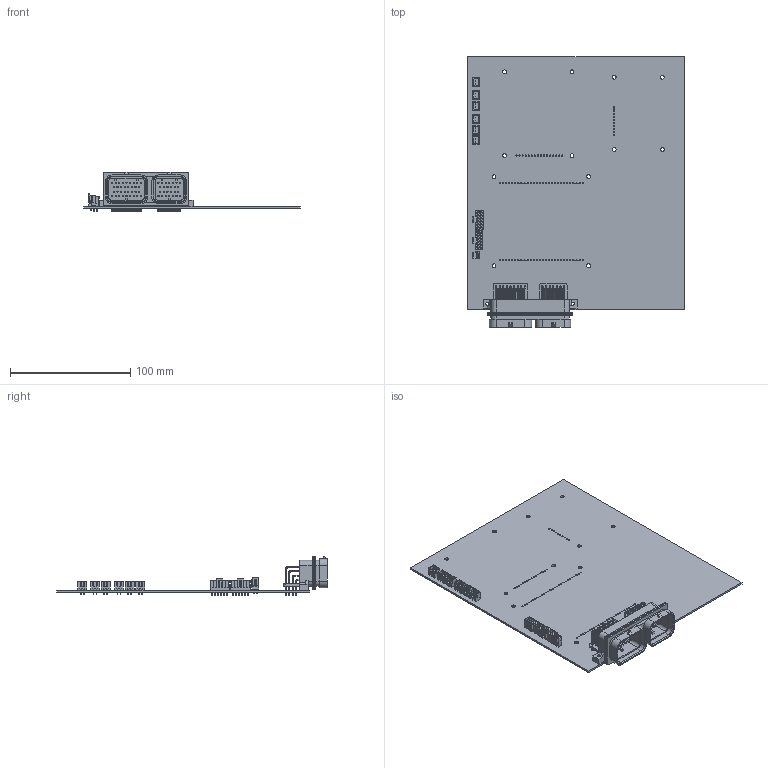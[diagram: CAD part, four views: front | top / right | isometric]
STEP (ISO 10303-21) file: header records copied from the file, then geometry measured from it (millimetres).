
FILE_DESCRIPTION(('KiCad electronic assembly'),'2;1');
FILE_NAME('VCU_placeholder_v2.step','2025-05-17T03:40:42',('Pcbnew'),( 'Kicad'),'Open CASCADE STEP processor 7.8','KiCad to STEP converter' ,'Unknown');
FILE_SCHEMA(('AUTOMOTIVE_DESIGN { 1 0 10303 214 1 1 1 1 }'));
Length unit declared in the file: millimetre
Products named in the file (6): VCU_placeholder_v2 1; JST_XH_B2B-XH-A_1x02_P2.50mm_Vertical; VCU_placeholder_v2 1.2; 2PIN_1053091102; VCU_CONNECTOR_6437288-3; VCU_PCB
Assembly tree (11 placements, depth 2):
  VCU_placeholder_v2 1
    JST_XH_B2B-XH-A_1x02_P2.50mm_Vertical  x6
    VCU_placeholder_v2 1.2  x2
    2PIN_1053091102
    VCU_CONNECTOR_6437288-3
    VCU_PCB
Bounding box: 180 x 224.73 x 32.4 mm (x, y, z)
Volume: 75934.2 mm3; surface area: 103998.9 mm2
Topology: 13 solids, 13 shells, 2499 faces, 6227 edges, 3960 vertices
Faces by surface type: plane 1501, cylinder 855, torus 120, cone 15, sphere 4, bspline 4
Full cylindrical faces by diameter (mm): 1 x94, 1.2 x26, 1.3 x63, 3.2 x12, 3.3 x3
Entity records: 51899 total; most frequent: DIRECTION 9285, CARTESIAN_POINT 8613, ORIENTED_EDGE 8290, EDGE_CURVE 4145, AXIS2_PLACEMENT_3D 3444, VERTEX_POINT 2629, LINE 2397, VECTOR 2397
